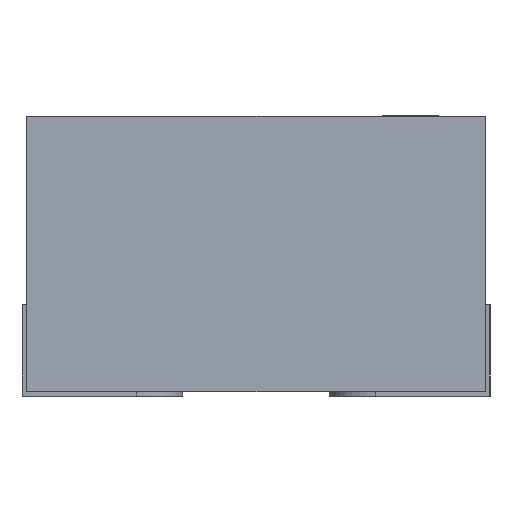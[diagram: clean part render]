
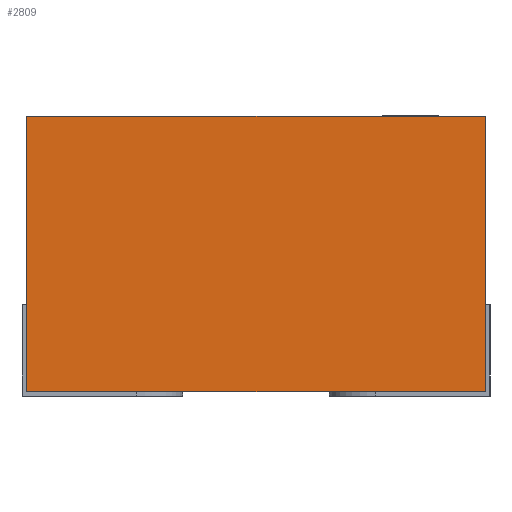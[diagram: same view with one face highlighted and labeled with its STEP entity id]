
A CAD part, front view. The second image highlights one B-rep face of the part: STEP entity #2809.
In plain terms, the highlighted planar face has unit normal (0, -1, 0).
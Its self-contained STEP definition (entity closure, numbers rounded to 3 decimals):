
#85 = VECTOR ( 'NONE', #12836, 1000. ) ;
#587 = VECTOR ( 'NONE', #3250, 1000. ) ;
#609 = CARTESIAN_POINT ( 'NONE',  ( -0.5, -1.25, 0.61 ) ) ;
#950 = ORIENTED_EDGE ( 'NONE', *, *, #10775, .T. ) ;
#1392 = LINE ( 'NONE', #8427, #587 ) ;
#1413 = DIRECTION ( 'NONE',  ( 0., 1., 0. ) ) ;
#1924 = AXIS2_PLACEMENT_3D ( 'NONE', #4589, #1413, #6038 ) ;
#2060 = ORIENTED_EDGE ( 'NONE', *, *, #19603, .F. ) ;
#2687 = ORIENTED_EDGE ( 'NONE', *, *, #5346, .T. ) ;
#2782 = VERTEX_POINT ( 'NONE', #15798 ) ;
#2809 = ADVANCED_FACE ( 'NONE', ( #14463 ), #6354, .F. ) ;
#3250 = DIRECTION ( 'NONE',  ( 1., 0., 0. ) ) ;
#3296 = CARTESIAN_POINT ( 'NONE',  ( 0.5, -1.25, 0.01 ) ) ;
#3677 = DIRECTION ( 'NONE',  ( 1., 0., 0. ) ) ;
#4589 = CARTESIAN_POINT ( 'NONE',  ( -0.5, -1.25, 0.61 ) ) ;
#5275 = EDGE_LOOP ( 'NONE', ( #2687, #13367, #2060, #950 ) ) ;
#5346 = EDGE_CURVE ( 'NONE', #2782, #7378, #8765, .T. ) ;
#6038 = DIRECTION ( 'NONE',  ( 0., 0., 1. ) ) ;
#6145 = LINE ( 'NONE', #9438, #85 ) ;
#6354 = PLANE ( 'NONE',  #1924 ) ;
#7378 = VERTEX_POINT ( 'NONE', #3296 ) ;
#8427 = CARTESIAN_POINT ( 'NONE',  ( -0.5, -1.25, 0.61 ) ) ;
#8765 = LINE ( 'NONE', #20594, #8911 ) ;
#8911 = VECTOR ( 'NONE', #3677, 1000. ) ;
#9438 = CARTESIAN_POINT ( 'NONE',  ( 0.5, -1.25, 0.61 ) ) ;
#9568 = CARTESIAN_POINT ( 'NONE',  ( -0.5, -1.25, 0.61 ) ) ;
#10775 = EDGE_CURVE ( 'NONE', #11041, #2782, #19379, .T. ) ;
#11041 = VERTEX_POINT ( 'NONE', #9568 ) ;
#12836 = DIRECTION ( 'NONE',  ( 0., 0., -1. ) ) ;
#13348 = CARTESIAN_POINT ( 'NONE',  ( 0.5, -1.25, 0.61 ) ) ;
#13367 = ORIENTED_EDGE ( 'NONE', *, *, #17142, .F. ) ;
#14463 = FACE_OUTER_BOUND ( 'NONE', #5275, .T. ) ;
#15798 = CARTESIAN_POINT ( 'NONE',  ( -0.5, -1.25, 0.01 ) ) ;
#16073 = DIRECTION ( 'NONE',  ( 0., 0., -1. ) ) ;
#16579 = VECTOR ( 'NONE', #16073, 1000. ) ;
#17142 = EDGE_CURVE ( 'NONE', #21125, #7378, #6145, .T. ) ;
#19379 = LINE ( 'NONE', #609, #16579 ) ;
#19603 = EDGE_CURVE ( 'NONE', #11041, #21125, #1392, .T. ) ;
#20594 = CARTESIAN_POINT ( 'NONE',  ( -0.5, -1.25, 0.01 ) ) ;
#21125 = VERTEX_POINT ( 'NONE', #13348 ) ;
